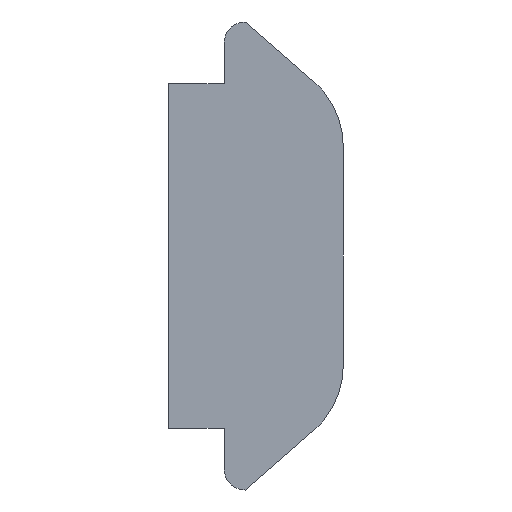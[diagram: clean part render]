
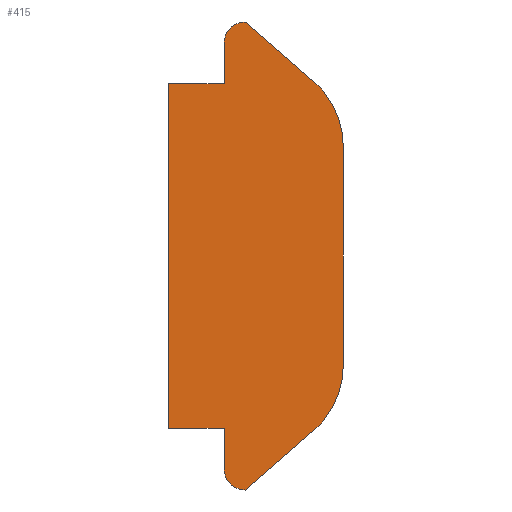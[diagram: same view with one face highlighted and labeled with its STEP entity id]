
A CAD part, left-side view. The second image highlights one B-rep face of the part: STEP entity #415.
In plain terms, the highlighted planar face has unit normal (-1, 0, 0).
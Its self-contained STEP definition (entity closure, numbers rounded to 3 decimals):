
#4 = CARTESIAN_POINT ( 'NONE',  ( -10., -0.5, 5.5 ) ) ;
#17 = EDGE_CURVE ( 'NONE', #523, #252, #468, .T. ) ;
#29 = CARTESIAN_POINT ( 'NONE',  ( -10., -0.5, -5.5 ) ) ;
#34 = DIRECTION ( 'NONE',  ( 0., 0., -1. ) ) ;
#35 = LINE ( 'NONE', #385, #531 ) ;
#38 = CARTESIAN_POINT ( 'NONE',  ( -10., -0.5, 5. ) ) ;
#50 = DIRECTION ( 'NONE',  ( 0., 0., -1. ) ) ;
#55 = ORIENTED_EDGE ( 'NONE', *, *, #479, .F. ) ;
#60 = ORIENTED_EDGE ( 'NONE', *, *, #17, .F. ) ;
#65 = EDGE_CURVE ( 'NONE', #515, #120, #243, .T. ) ;
#78 = VECTOR ( 'NONE', #50, 1000. ) ;
#80 = CIRCLE ( 'NONE', #446, 0.5 ) ;
#82 = DIRECTION ( 'NONE',  ( 0., 0., 1. ) ) ;
#93 = ORIENTED_EDGE ( 'NONE', *, *, #340, .F. ) ;
#95 = CARTESIAN_POINT ( 'NONE',  ( -10., -2.8, 2.589 ) ) ;
#105 = CARTESIAN_POINT ( 'NONE',  ( -10., -2.112, 4.098 ) ) ;
#113 = CARTESIAN_POINT ( 'NONE',  ( -10., -0.5, 5.5 ) ) ;
#115 = CARTESIAN_POINT ( 'NONE',  ( -10., -2.112, -4.098 ) ) ;
#116 = ORIENTED_EDGE ( 'NONE', *, *, #171, .F. ) ;
#120 = VERTEX_POINT ( 'NONE', #115 ) ;
#126 = EDGE_CURVE ( 'NONE', #120, #302, #257, .T. ) ;
#136 = CARTESIAN_POINT ( 'NONE',  ( -10., 0., -5. ) ) ;
#139 = ORIENTED_EDGE ( 'NONE', *, *, #126, .F. ) ;
#147 = ORIENTED_EDGE ( 'NONE', *, *, #291, .F. ) ;
#152 = CARTESIAN_POINT ( 'NONE',  ( -10., 1.3, -4.05 ) ) ;
#153 = VECTOR ( 'NONE', #211, 1000. ) ;
#159 = CARTESIAN_POINT ( 'NONE',  ( -10., 0., -4.05 ) ) ;
#166 = CARTESIAN_POINT ( 'NONE',  ( -10., 1.3, 4.05 ) ) ;
#171 = EDGE_CURVE ( 'NONE', #306, #617, #303, .T. ) ;
#176 = CARTESIAN_POINT ( 'NONE',  ( -10., -0.8, -2.589 ) ) ;
#178 = PLANE ( 'NONE',  #224 ) ;
#184 = CARTESIAN_POINT ( 'NONE',  ( -10., 0., -5. ) ) ;
#189 = CARTESIAN_POINT ( 'NONE',  ( -10., -2.8, -2.589 ) ) ;
#191 = CARTESIAN_POINT ( 'NONE',  ( -10., -2.8, 2.589 ) ) ;
#207 = ORIENTED_EDGE ( 'NONE', *, *, #374, .F. ) ;
#208 = CARTESIAN_POINT ( 'NONE',  ( -10., -0.8, 2.589 ) ) ;
#211 = DIRECTION ( 'NONE',  ( 0., -1., 0. ) ) ;
#213 = DIRECTION ( 'NONE',  ( 0., 1., 0. ) ) ;
#215 = VERTEX_POINT ( 'NONE', #329 ) ;
#224 = AXIS2_PLACEMENT_3D ( 'NONE', #525, #477, #34 ) ;
#243 = CIRCLE ( 'NONE', #323, 2. ) ;
#251 = EDGE_LOOP ( 'NONE', ( #497, #93, #116, #545, #60, #147, #420, #139, #400, #55, #574, #207 ) ) ;
#252 = VERTEX_POINT ( 'NONE', #378 ) ;
#257 = LINE ( 'NONE', #312, #295 ) ;
#270 = DIRECTION ( 'NONE',  ( 0., 0., -1. ) ) ;
#280 = EDGE_CURVE ( 'NONE', #215, #592, #80, .T. ) ;
#282 = CARTESIAN_POINT ( 'NONE',  ( -10., -0.5, -5. ) ) ;
#287 = LINE ( 'NONE', #4, #551 ) ;
#291 = EDGE_CURVE ( 'NONE', #563, #523, #438, .T. ) ;
#295 = VECTOR ( 'NONE', #558, 1000. ) ;
#302 = VERTEX_POINT ( 'NONE', #29 ) ;
#303 = LINE ( 'NONE', #166, #153 ) ;
#306 = VERTEX_POINT ( 'NONE', #578 ) ;
#312 = CARTESIAN_POINT ( 'NONE',  ( -10., -2.112, -4.098 ) ) ;
#323 = AXIS2_PLACEMENT_3D ( 'NONE', #176, #601, #270 ) ;
#329 = CARTESIAN_POINT ( 'NONE',  ( -10., 0., 5. ) ) ;
#340 = EDGE_CURVE ( 'NONE', #617, #215, #35, .T. ) ;
#343 = DIRECTION ( 'NONE',  ( 0., -0.755, -0.656 ) ) ;
#346 = VECTOR ( 'NONE', #213, 1000. ) ;
#364 = EDGE_CURVE ( 'NONE', #252, #306, #501, .T. ) ;
#371 = CIRCLE ( 'NONE', #451, 2. ) ;
#374 = EDGE_CURVE ( 'NONE', #592, #583, #287, .T. ) ;
#378 = CARTESIAN_POINT ( 'NONE',  ( -10., 1.3, -4.05 ) ) ;
#381 = VECTOR ( 'NONE', #478, 1000. ) ;
#385 = CARTESIAN_POINT ( 'NONE',  ( -10., 0., 4.05 ) ) ;
#392 = CARTESIAN_POINT ( 'NONE',  ( -10., 0., -4.05 ) ) ;
#400 = ORIENTED_EDGE ( 'NONE', *, *, #65, .F. ) ;
#411 = DIRECTION ( 'NONE',  ( 1., 0., 0. ) ) ;
#415 = ADVANCED_FACE ( 'PLANAR_9', ( #534 ), #178, .F. ) ;
#420 = ORIENTED_EDGE ( 'NONE', *, *, #488, .F. ) ;
#425 = AXIS2_PLACEMENT_3D ( 'NONE', #282, #631, #539 ) ;
#438 = LINE ( 'NONE', #184, #520 ) ;
#446 = AXIS2_PLACEMENT_3D ( 'NONE', #38, #571, #623 ) ;
#451 = AXIS2_PLACEMENT_3D ( 'NONE', #208, #411, #457 ) ;
#457 = DIRECTION ( 'NONE',  ( 0., 0., -1. ) ) ;
#468 = LINE ( 'NONE', #159, #346 ) ;
#471 = DIRECTION ( 'NONE',  ( 0., 0., 1. ) ) ;
#477 = DIRECTION ( 'NONE',  ( 1., 0., 0. ) ) ;
#478 = DIRECTION ( 'NONE',  ( 0., 0., 1. ) ) ;
#479 = EDGE_CURVE ( 'NONE', #510, #515, #535, .T. ) ;
#488 = EDGE_CURVE ( 'NONE', #302, #563, #630, .T. ) ;
#497 = ORIENTED_EDGE ( 'NONE', *, *, #280, .F. ) ;
#501 = LINE ( 'NONE', #152, #381 ) ;
#502 = CARTESIAN_POINT ( 'NONE',  ( -10., 0., 4.05 ) ) ;
#510 = VERTEX_POINT ( 'NONE', #191 ) ;
#515 = VERTEX_POINT ( 'NONE', #189 ) ;
#520 = VECTOR ( 'NONE', #471, 1000. ) ;
#523 = VERTEX_POINT ( 'NONE', #392 ) ;
#525 = CARTESIAN_POINT ( 'NONE',  ( -10., -0.5, 5. ) ) ;
#531 = VECTOR ( 'NONE', #82, 1000. ) ;
#534 = FACE_OUTER_BOUND ( 'NONE', #251, .T. ) ;
#535 = LINE ( 'NONE', #95, #78 ) ;
#539 = DIRECTION ( 'NONE',  ( 0., 0., -1. ) ) ;
#545 = ORIENTED_EDGE ( 'NONE', *, *, #364, .F. ) ;
#551 = VECTOR ( 'NONE', #343, 1000. ) ;
#558 = DIRECTION ( 'NONE',  ( 0., 0.755, -0.656 ) ) ;
#563 = VERTEX_POINT ( 'NONE', #136 ) ;
#571 = DIRECTION ( 'NONE',  ( 1., 0., 0. ) ) ;
#574 = ORIENTED_EDGE ( 'NONE', *, *, #615, .F. ) ;
#578 = CARTESIAN_POINT ( 'NONE',  ( -10., 1.3, 4.05 ) ) ;
#583 = VERTEX_POINT ( 'NONE', #105 ) ;
#592 = VERTEX_POINT ( 'NONE', #113 ) ;
#601 = DIRECTION ( 'NONE',  ( 1., 0., 0. ) ) ;
#615 = EDGE_CURVE ( 'NONE', #583, #510, #371, .T. ) ;
#617 = VERTEX_POINT ( 'NONE', #502 ) ;
#623 = DIRECTION ( 'NONE',  ( 0., 0., -1. ) ) ;
#630 = CIRCLE ( 'NONE', #425, 0.5 ) ;
#631 = DIRECTION ( 'NONE',  ( 1., 0., 0. ) ) ;
